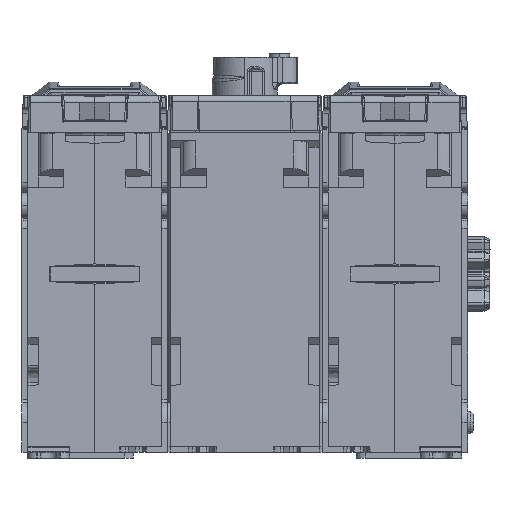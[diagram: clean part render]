
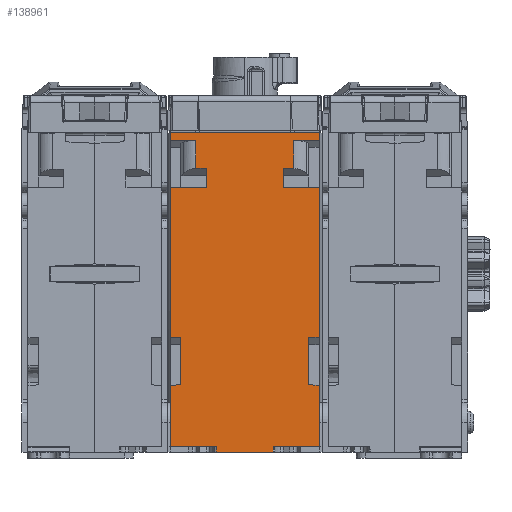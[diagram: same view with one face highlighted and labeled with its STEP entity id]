
A CAD part, left-side view. The second image highlights one B-rep face of the part: STEP entity #138961.
In plain terms, the highlighted planar face has unit normal (-1, 0, 0).
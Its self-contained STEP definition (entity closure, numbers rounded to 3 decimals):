
#5655=DIRECTION('',(0.,0.,-1.));
#5656=VECTOR('',#5655,50.33);
#5657=CARTESIAN_POINT('',(-75.,25.,28.978));
#5658=LINE('',#5657,#5656);
#5672=DIRECTION('',(0.,0.,-1.));
#5673=VECTOR('',#5672,20.619);
#5674=CARTESIAN_POINT('',(-75.,25.,-37.381));
#5675=LINE('',#5674,#5673);
#6041=DIRECTION('',(0.,0.,1.));
#6042=VECTOR('',#6041,50.33);
#6043=CARTESIAN_POINT('',(-75.,-25.,-21.352));
#6044=LINE('',#6043,#6042);
#6074=DIRECTION('',(0.,0.,1.));
#6075=VECTOR('',#6074,2.502);
#6076=CARTESIAN_POINT('',(-75.,-25.,44.998));
#6077=LINE('',#6076,#6075);
#40989=DIRECTION('',(0.,-1.,0.));
#40990=VECTOR('',#40989,15.384);
#40991=CARTESIAN_POINT('',(-75.,25.,-58.));
#40992=LINE('',#40991,#40990);
#41057=DIRECTION('',(0.,0.,1.));
#41058=VECTOR('',#41057,6.522);
#41059=CARTESIAN_POINT('',(-75.,13.,28.978));
#41060=LINE('',#41059,#41058);
#41061=DIRECTION('',(0.,1.,0.));
#41062=VECTOR('',#41061,3.515);
#41063=CARTESIAN_POINT('',(-75.,13.,35.5));
#41064=LINE('',#41063,#41062);
#41065=DIRECTION('',(0.,0.,1.));
#41066=VECTOR('',#41065,2.502);
#41067=CARTESIAN_POINT('',(-75.,25.,44.998));
#41068=LINE('',#41067,#41066);
#41069=DIRECTION('',(0.,-1.,0.));
#41070=VECTOR('',#41069,50.);
#41071=CARTESIAN_POINT('',(-75.,25.,47.5));
#41072=LINE('',#41071,#41070);
#41073=DIRECTION('',(0.,1.,-0.009));
#41074=VECTOR('',#41073,3.5);
#41075=CARTESIAN_POINT('',(-75.,-25.,-21.352));
#41076=LINE('',#41075,#41074);
#41077=DIRECTION('',(0.,-1.,-0.009));
#41078=VECTOR('',#41077,3.5);
#41079=CARTESIAN_POINT('',(-75.,-21.5,-37.35));
#41080=LINE('',#41079,#41078);
#41081=DIRECTION('',(0.,0.,-1.));
#41082=VECTOR('',#41081,20.619);
#41083=CARTESIAN_POINT('',(-75.,-25.,-37.381));
#41084=LINE('',#41083,#41082);
#41085=DIRECTION('',(0.,1.,0.));
#41086=VECTOR('',#41085,15.384);
#41087=CARTESIAN_POINT('',(-75.,-25.,-58.));
#41088=LINE('',#41087,#41086);
#41089=DIRECTION('',(0.,0.009,-1.));
#41090=VECTOR('',#41089,2.);
#41091=CARTESIAN_POINT('',(-75.,-9.616,-58.));
#41092=LINE('',#41091,#41090);
#41093=DIRECTION('',(0.,1.,0.));
#41094=VECTOR('',#41093,19.198);
#41095=CARTESIAN_POINT('',(-75.,-9.599,-60.));
#41096=LINE('',#41095,#41094);
#41097=DIRECTION('',(0.,0.009,1.));
#41098=VECTOR('',#41097,2.);
#41099=CARTESIAN_POINT('',(-75.,9.599,-60.));
#41100=LINE('',#41099,#41098);
#41101=DIRECTION('',(0.,-1.,0.009));
#41102=VECTOR('',#41101,3.5);
#41103=CARTESIAN_POINT('',(-75.,25.,-37.381));
#41104=LINE('',#41103,#41102);
#41105=DIRECTION('',(0.,0.,1.));
#41106=VECTOR('',#41105,15.966);
#41107=CARTESIAN_POINT('',(-75.,21.5,-37.35));
#41108=LINE('',#41107,#41106);
#41113=DIRECTION('',(0.,1.,0.));
#41114=VECTOR('',#41113,12.);
#41115=CARTESIAN_POINT('',(-75.,13.,28.978));
#41116=LINE('',#41115,#41114);
#41182=DIRECTION('',(0.,-1.,-0.009));
#41183=VECTOR('',#41182,8.486);
#41184=CARTESIAN_POINT('',(-75.,25.,44.998));
#41185=LINE('',#41184,#41183);
#41210=DIRECTION('',(0.,0.,-1.));
#41211=VECTOR('',#41210,9.42);
#41212=CARTESIAN_POINT('',(-75.,16.515,44.92));
#41213=LINE('',#41212,#41211);
#41242=DIRECTION('',(0.,-1.,0.009));
#41243=VECTOR('',#41242,8.486);
#41244=CARTESIAN_POINT('',(-75.,-16.515,44.92));
#41245=LINE('',#41244,#41243);
#41270=DIRECTION('',(0.,0.,1.));
#41271=VECTOR('',#41270,9.42);
#41272=CARTESIAN_POINT('',(-75.,-16.515,35.5));
#41273=LINE('',#41272,#41271);
#41286=DIRECTION('',(0.,-1.,0.));
#41287=VECTOR('',#41286,3.515);
#41288=CARTESIAN_POINT('',(-75.,-13.,35.5));
#41289=LINE('',#41288,#41287);
#41339=DIRECTION('',(0.,1.,0.));
#41340=VECTOR('',#41339,12.);
#41341=CARTESIAN_POINT('',(-75.,-25.,28.978));
#41342=LINE('',#41341,#41340);
#41347=DIRECTION('',(0.,0.,1.));
#41348=VECTOR('',#41347,6.522);
#41349=CARTESIAN_POINT('',(-75.,-13.,28.978));
#41350=LINE('',#41349,#41348);
#41416=DIRECTION('',(0.,0.,1.));
#41417=VECTOR('',#41416,15.966);
#41418=CARTESIAN_POINT('',(-75.,-21.5,-37.35));
#41419=LINE('',#41418,#41417);
#41734=DIRECTION('',(0.,-1.,
-0.009));
#41735=VECTOR('',#41734,3.5);
#41736=CARTESIAN_POINT('',(-75.,25.,-21.352));
#41737=LINE('',#41736,#41735);
#59089=CARTESIAN_POINT('',(-75.,-25.,47.5));
#59090=VERTEX_POINT('',#59089);
#59091=CARTESIAN_POINT('',(-75.,25.,47.5));
#59092=VERTEX_POINT('',#59091);
#59426=CARTESIAN_POINT('',(-75.,-25.,-58.));
#59427=VERTEX_POINT('',#59426);
#59428=CARTESIAN_POINT('',(-75.,-25.,-37.381));
#59429=VERTEX_POINT('',#59428);
#59442=CARTESIAN_POINT('',(-75.,-25.,-21.352));
#59443=VERTEX_POINT('',#59442);
#59444=CARTESIAN_POINT('',(-75.,-25.,28.978));
#59445=VERTEX_POINT('',#59444);
#59458=CARTESIAN_POINT('',(-75.,-25.,44.998));
#59459=VERTEX_POINT('',#59458);
#61758=CARTESIAN_POINT('',(-75.,9.599,-60.));
#61759=VERTEX_POINT('',#61758);
#61760=CARTESIAN_POINT('',(-75.,-9.599,-60.));
#61761=VERTEX_POINT('',#61760);
#66732=CARTESIAN_POINT('',(-75.,-9.616,-58.));
#66733=VERTEX_POINT('',#66732);
#66762=CARTESIAN_POINT('',(-75.,25.,-58.));
#66763=VERTEX_POINT('',#66762);
#66764=CARTESIAN_POINT('',(-75.,9.616,-58.));
#66765=VERTEX_POINT('',#66764);
#66896=CARTESIAN_POINT('',(-75.,25.,28.978));
#66897=CARTESIAN_POINT('',(-75.,25.,-21.352));
#66898=VERTEX_POINT('',#66896);
#66899=VERTEX_POINT('',#66897);
#66900=CARTESIAN_POINT('',(-75.,13.,28.978));
#66901=VERTEX_POINT('',#66900);
#66902=CARTESIAN_POINT('',(-75.,13.,35.5));
#66903=VERTEX_POINT('',#66902);
#66904=CARTESIAN_POINT('',(-75.,16.515,35.5));
#66905=VERTEX_POINT('',#66904);
#66906=CARTESIAN_POINT('',(-75.,16.515,44.92));
#66907=VERTEX_POINT('',#66906);
#66908=CARTESIAN_POINT('',(-75.,25.,44.998));
#66909=VERTEX_POINT('',#66908);
#66910=CARTESIAN_POINT('',(-75.,-16.515,44.92));
#66911=VERTEX_POINT('',#66910);
#66912=CARTESIAN_POINT('',(-75.,-16.515,35.5));
#66913=VERTEX_POINT('',#66912);
#66914=CARTESIAN_POINT('',(-75.,-13.,35.5));
#66915=VERTEX_POINT('',#66914);
#66916=CARTESIAN_POINT('',(-75.,-13.,28.978));
#66917=VERTEX_POINT('',#66916);
#66918=CARTESIAN_POINT('',(-75.,-21.5,-21.384));
#66919=VERTEX_POINT('',#66918);
#66920=CARTESIAN_POINT('',(-75.,-21.5,-37.35));
#66921=VERTEX_POINT('',#66920);
#66922=CARTESIAN_POINT('',(-75.,25.,-37.381));
#66923=VERTEX_POINT('',#66922);
#66924=CARTESIAN_POINT('',(-75.,21.5,-37.35));
#66925=VERTEX_POINT('',#66924);
#66926=CARTESIAN_POINT('',(-75.,21.5,-21.384));
#66927=VERTEX_POINT('',#66926);
#138907=CARTESIAN_POINT('',(-75.,-26.,-60.));
#138908=DIRECTION('',(-1.,0.,0.));
#138909=DIRECTION('',(0.,1.,0.));
#138910=AXIS2_PLACEMENT_3D('',#138907,#138908,#138909);
#138911=PLANE('',#138910);
#138912=ORIENTED_EDGE('',*,*,#78412,.F.);
#138914=ORIENTED_EDGE('',*,*,#138913,.F.);
#138916=ORIENTED_EDGE('',*,*,#138915,.T.);
#138918=ORIENTED_EDGE('',*,*,#138917,.T.);
#138920=ORIENTED_EDGE('',*,*,#138919,.F.);
#138922=ORIENTED_EDGE('',*,*,#138921,.F.);
#138923=ORIENTED_EDGE('',*,*,#78396,.T.);
#138924=ORIENTED_EDGE('',*,*,#76793,.T.);
#138925=ORIENTED_EDGE('',*,*,#79101,.F.);
#138927=ORIENTED_EDGE('',*,*,#138926,.F.);
#138929=ORIENTED_EDGE('',*,*,#138928,.F.);
#138931=ORIENTED_EDGE('',*,*,#138930,.F.);
#138933=ORIENTED_EDGE('',*,*,#138932,.F.);
#138935=ORIENTED_EDGE('',*,*,#138934,.F.);
#138936=ORIENTED_EDGE('',*,*,#79085,.F.);
#138938=ORIENTED_EDGE('',*,*,#138937,.T.);
#138940=ORIENTED_EDGE('',*,*,#138939,.F.);
#138942=ORIENTED_EDGE('',*,*,#138941,.T.);
#138943=ORIENTED_EDGE('',*,*,#79069,.T.);
#138945=ORIENTED_EDGE('',*,*,#138944,.T.);
#138947=ORIENTED_EDGE('',*,*,#138946,.T.);
#138948=ORIENTED_EDGE('',*,*,#84471,.T.);
#138950=ORIENTED_EDGE('',*,*,#138949,.T.);
#138951=ORIENTED_EDGE('',*,*,#138861,.F.);
#138952=ORIENTED_EDGE('',*,*,#78428,.F.);
#138954=ORIENTED_EDGE('',*,*,#138953,.T.);
#138956=ORIENTED_EDGE('',*,*,#138955,.T.);
#138958=ORIENTED_EDGE('',*,*,#138957,.F.);
#138959=EDGE_LOOP('',(#138912,#138914,#138916,#138918,#138920,#138922,#138923,
#138924,#138925,#138927,#138929,#138931,#138933,#138935,#138936,#138938,#138940,
#138942,#138943,#138945,#138947,#138948,#138950,#138951,#138952,#138954,#138956,
#138958));
#138960=FACE_OUTER_BOUND('',#138959,.F.);
#76793=EDGE_CURVE('',#59092,#59090,#41072,.T.);
#78396=EDGE_CURVE('',#66909,#59092,#41068,.T.);
#78412=EDGE_CURVE('',#66898,#66899,#5658,.T.);
#78428=EDGE_CURVE('',#66923,#66763,#5675,.T.);
#79069=EDGE_CURVE('',#59429,#59427,#41084,.T.);
#79085=EDGE_CURVE('',#59443,#59445,#6044,.T.);
#79101=EDGE_CURVE('',#59459,#59090,#6077,.T.);
#84471=EDGE_CURVE('',#61761,#61759,#41096,.T.);
#138861=EDGE_CURVE('',#66763,#66765,#40992,.T.);
#138913=EDGE_CURVE('',#66901,#66898,#41116,.T.);
#138915=EDGE_CURVE('',#66901,#66903,#41060,.T.);
#138917=EDGE_CURVE('',#66903,#66905,#41064,.T.);
#138919=EDGE_CURVE('',#66907,#66905,#41213,.T.);
#138921=EDGE_CURVE('',#66909,#66907,#41185,.T.);
#138926=EDGE_CURVE('',#66911,#59459,#41245,.T.);
#138928=EDGE_CURVE('',#66913,#66911,#41273,.T.);
#138930=EDGE_CURVE('',#66915,#66913,#41289,.T.);
#138932=EDGE_CURVE('',#66917,#66915,#41350,.T.);
#138934=EDGE_CURVE('',#59445,#66917,#41342,.T.);
#138937=EDGE_CURVE('',#59443,#66919,#41076,.T.);
#138939=EDGE_CURVE('',#66921,#66919,#41419,.T.);
#138941=EDGE_CURVE('',#66921,#59429,#41080,.T.);
#138944=EDGE_CURVE('',#59427,#66733,#41088,.T.);
#138946=EDGE_CURVE('',#66733,#61761,#41092,.T.);
#138949=EDGE_CURVE('',#61759,#66765,#41100,.T.);
#138953=EDGE_CURVE('',#66923,#66925,#41104,.T.);
#138955=EDGE_CURVE('',#66925,#66927,#41108,.T.);
#138957=EDGE_CURVE('',#66899,#66927,#41737,.T.);
#138961=ADVANCED_FACE('',(#138960),#138911,.T.);
